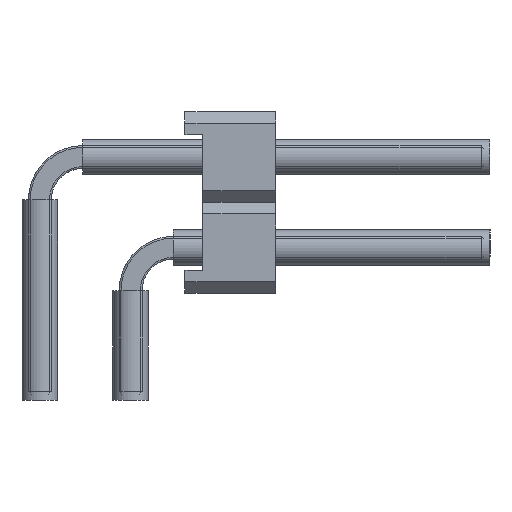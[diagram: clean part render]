
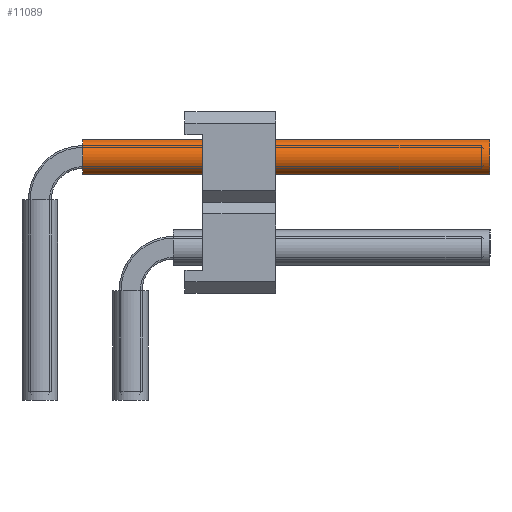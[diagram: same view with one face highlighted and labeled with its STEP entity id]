
A CAD part, left-side view. The second image highlights one B-rep face of the part: STEP entity #11089.
In plain terms, the highlighted cylindrical face has radius 0.5 mm (diameter 1 mm), a full revolution.
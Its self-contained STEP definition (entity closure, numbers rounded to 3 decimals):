
#6090=ORIENTED_EDGE('',*,*,#7672,.F.);
#6091=ORIENTED_EDGE('',*,*,#7673,.T.);
#7672=EDGE_CURVE('',#8724,#8724,#9100,.T.);
#7673=EDGE_CURVE('',#8725,#8725,#9101,.T.);
#8724=VERTEX_POINT('',#18481);
#8725=VERTEX_POINT('',#18483);
#9100=CIRCLE('',#12106,0.5);
#9101=CIRCLE('',#12107,0.5);
#9728=EDGE_LOOP('',(#6090));
#9729=EDGE_LOOP('',(#6091));
#10356=FACE_BOUND('',#9728,.T.);
#10357=FACE_BOUND('',#9729,.T.);
#10549=CYLINDRICAL_SURFACE('',#12105,0.5);
#11089=ADVANCED_FACE('',(#10356,#10357),#10549,.F.);
#12105=AXIS2_PLACEMENT_3D('',#18479,#15220,#15221);
#12106=AXIS2_PLACEMENT_3D('',#18480,#15222,#15223);
#12107=AXIS2_PLACEMENT_3D('',#18482,#15224,#15225);
#15220=DIRECTION('',(1.,0.,0.));
#15221=DIRECTION('',(0.,0.,-1.));
#15222=DIRECTION('',(-1.,0.,0.));
#15223=DIRECTION('',(0.,0.,1.));
#15224=DIRECTION('',(-1.,0.,0.));
#15225=DIRECTION('',(0.,0.,1.));
#18479=CARTESIAN_POINT('',(1.2,0.,6.81));
#18480=CARTESIAN_POINT('',(12.6,0.,6.81));
#18481=CARTESIAN_POINT('',(12.6,0.,7.31));
#18482=CARTESIAN_POINT('',(1.2,0.,6.81));
#18483=CARTESIAN_POINT('',(1.2,0.,7.31));
